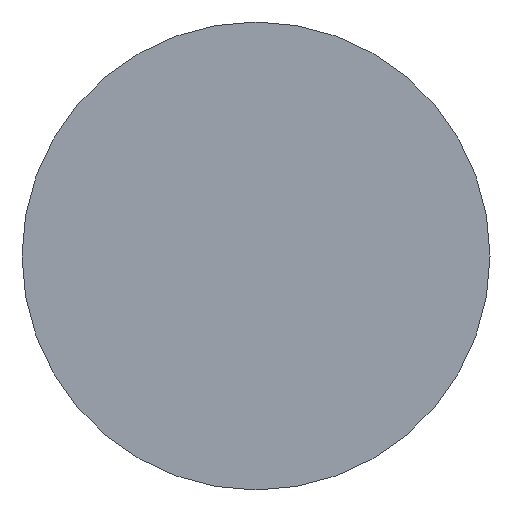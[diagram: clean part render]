
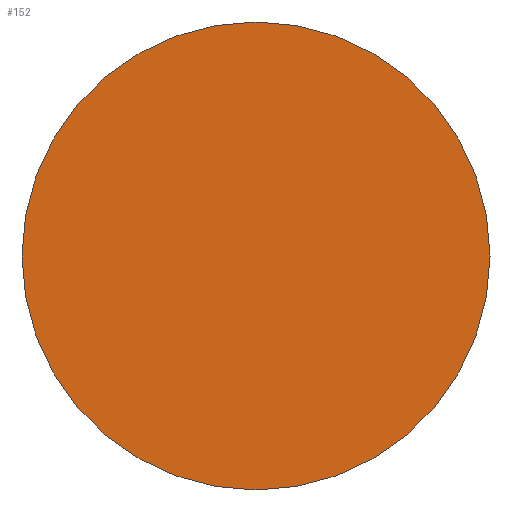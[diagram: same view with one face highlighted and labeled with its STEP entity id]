
A CAD part, left-side view. The second image highlights one B-rep face of the part: STEP entity #152.
In plain terms, the highlighted planar face has unit normal (-1, 0, 0).
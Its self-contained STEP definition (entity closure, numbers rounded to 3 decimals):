
#3 = DIRECTION ( 'NONE',  ( -1., 0., 0. ) ) ;
#7 = CARTESIAN_POINT ( 'NONE',  ( 483.116, 64.611, 12.5 ) ) ;
#11 = AXIS2_PLACEMENT_3D ( 'NONE', #56, #160, #175 ) ;
#22 = CIRCLE ( 'NONE', #94, 12.5 ) ;
#31 = EDGE_LOOP ( 'NONE', ( #99, #76 ) ) ;
#56 = CARTESIAN_POINT ( 'NONE',  ( 483.116, 64.611, 0. ) ) ;
#59 = DIRECTION ( 'NONE',  ( 0., 0., 1. ) ) ;
#60 = DIRECTION ( 'NONE',  ( 0., 0., 1. ) ) ;
#74 = PLANE ( 'NONE',  #11 ) ;
#76 = ORIENTED_EDGE ( 'NONE', *, *, #182, .T. ) ;
#82 = CIRCLE ( 'NONE', #101, 12.5 ) ;
#91 = VERTEX_POINT ( 'NONE', #118 ) ;
#94 = AXIS2_PLACEMENT_3D ( 'NONE', #129, #3, #59 ) ;
#98 = FACE_OUTER_BOUND ( 'NONE', #31, .T. ) ;
#99 = ORIENTED_EDGE ( 'NONE', *, *, #113, .T. ) ;
#100 = CARTESIAN_POINT ( 'NONE',  ( 483.116, 64.611, 0. ) ) ;
#101 = AXIS2_PLACEMENT_3D ( 'NONE', #100, #127, #60 ) ;
#113 = EDGE_CURVE ( 'NONE', #154, #91, #82, .T. ) ;
#118 = CARTESIAN_POINT ( 'NONE',  ( 483.116, 64.611, -12.5 ) ) ;
#127 = DIRECTION ( 'NONE',  ( -1., 0., 0. ) ) ;
#129 = CARTESIAN_POINT ( 'NONE',  ( 483.116, 64.611, 0. ) ) ;
#152 = ADVANCED_FACE ( 'NONE', ( #98 ), #74, .F. ) ;
#154 = VERTEX_POINT ( 'NONE', #7 ) ;
#160 = DIRECTION ( 'NONE',  ( 1., 0., 0. ) ) ;
#175 = DIRECTION ( 'NONE',  ( 0., 0., -1. ) ) ;
#182 = EDGE_CURVE ( 'NONE', #91, #154, #22, .T. ) ;
